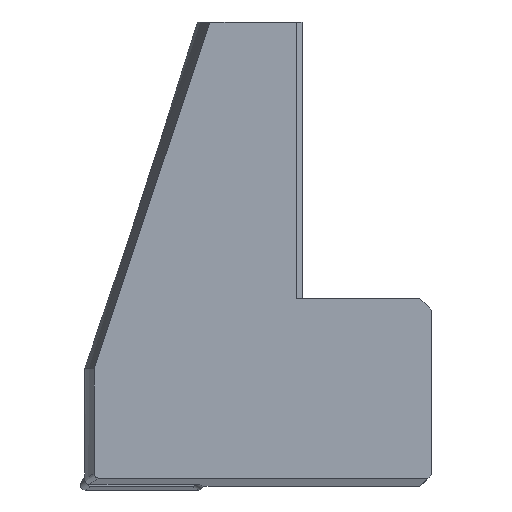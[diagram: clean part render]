
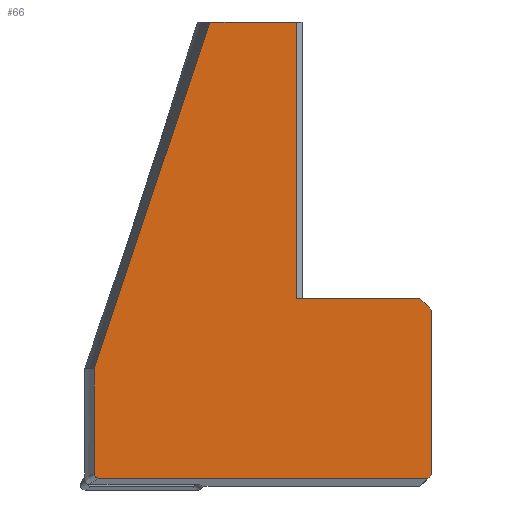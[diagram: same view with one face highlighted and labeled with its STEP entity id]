
A CAD part, front view. The second image highlights one B-rep face of the part: STEP entity #66.
In plain terms, the highlighted planar face has unit normal (0, -1, 0).
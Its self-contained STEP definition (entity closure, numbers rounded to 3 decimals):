
#66=ADVANCED_FACE('',(#120),#94,.F.);
#94=PLANE('',#615);
#120=FACE_OUTER_BOUND('',#150,.T.);
#150=EDGE_LOOP('',(#208,#209,#210,#211,#212,#213,#214,#215,#216,#217));
#178=B_SPLINE_CURVE_WITH_KNOTS('',3,(#852,#853,#854,#855,#856,#857,#858,
#859,#860,#861,#862,#863,#864,#865,#866,#867,#868,#869,#870),
 .UNSPECIFIED.,.F.,.F.,(4,1,1,1,1,1,1,1,1,1,1,1,1,1,1,1,4),(0.,0.063,0.125,
0.188,0.25,0.313,0.375,0.438,0.5,0.563,0.625,0.688,0.75,0.813,0.875,
0.938,1.),.UNSPECIFIED.);
#182=B_SPLINE_CURVE_WITH_KNOTS('',3,(#947,#948,#949,#950,#951,#952,#953,
#954,#955),.UNSPECIFIED.,.F.,.F.,(4,1,1,1,1,1,4),(0.,0.167,0.333,
0.5,0.667,0.833,1.),.UNSPECIFIED.);
#208=ORIENTED_EDGE('',*,*,#408,.T.);
#209=ORIENTED_EDGE('',*,*,#409,.F.);
#210=ORIENTED_EDGE('',*,*,#410,.F.);
#211=ORIENTED_EDGE('',*,*,#411,.F.);
#212=ORIENTED_EDGE('',*,*,#400,.F.);
#213=ORIENTED_EDGE('',*,*,#398,.F.);
#214=ORIENTED_EDGE('',*,*,#395,.F.);
#215=ORIENTED_EDGE('',*,*,#412,.F.);
#216=ORIENTED_EDGE('',*,*,#413,.T.);
#217=ORIENTED_EDGE('',*,*,#414,.T.);
#344=VERTEX_POINT('',#806);
#345=VERTEX_POINT('',#808);
#347=VERTEX_POINT('',#871);
#348=VERTEX_POINT('',#919);
#354=VERTEX_POINT('',#941);
#355=VERTEX_POINT('',#942);
#356=VERTEX_POINT('',#944);
#357=VERTEX_POINT('',#946);
#358=VERTEX_POINT('',#957);
#359=VERTEX_POINT('',#959);
#395=EDGE_CURVE('',#344,#345,#472,.T.);
#398=EDGE_CURVE('',#345,#347,#178,.T.);
#400=EDGE_CURVE('',#347,#348,#473,.T.);
#408=EDGE_CURVE('',#354,#355,#478,.T.);
#409=EDGE_CURVE('',#356,#355,#479,.T.);
#410=EDGE_CURVE('',#357,#356,#480,.T.);
#411=EDGE_CURVE('',#348,#357,#182,.T.);
#412=EDGE_CURVE('',#358,#344,#481,.T.);
#413=EDGE_CURVE('',#358,#359,#482,.T.);
#414=EDGE_CURVE('',#359,#354,#483,.T.);
#472=LINE('',#807,#531);
#473=LINE('',#918,#532);
#478=LINE('',#940,#537);
#479=LINE('',#943,#538);
#480=LINE('',#945,#539);
#481=LINE('',#956,#540);
#482=LINE('',#958,#541);
#483=LINE('',#960,#542);
#531=VECTOR('',#662,1.);
#532=VECTOR('',#665,1.);
#537=VECTOR('',#676,1.);
#538=VECTOR('',#677,1.);
#539=VECTOR('',#678,1.);
#540=VECTOR('',#679,1.);
#541=VECTOR('',#680,1.);
#542=VECTOR('',#681,1.);
#615=AXIS2_PLACEMENT_3D('',#961,#682,#683);
#662=DIRECTION('',(-1.,0.,0.));
#665=DIRECTION('',(0.,0.,1.));
#676=DIRECTION('',(-1.,0.,0.));
#677=DIRECTION('',(0.,0.,-1.));
#678=DIRECTION('',(1.,0.,0.));
#679=DIRECTION('',(-0.707,0.,-0.707));
#680=DIRECTION('',(0.,0.,1.));
#681=DIRECTION('',(-0.707,0.,0.707));
#682=DIRECTION('',(0.,1.,0.));
#683=DIRECTION('',(0.,0.,1.));
#806=CARTESIAN_POINT('',(10.7,-8.,-15.3));
#807=CARTESIAN_POINT('',(10.7,-8.,-15.3));
#808=CARTESIAN_POINT('',(-17.291,-8.,-15.3));
#852=CARTESIAN_POINT('',(-17.291,-8.,-15.3));
#853=CARTESIAN_POINT('',(-17.304,-8.,-15.3));
#854=CARTESIAN_POINT('',(-17.331,-8.,-15.299));
#855=CARTESIAN_POINT('',(-17.371,-8.,-15.293));
#856=CARTESIAN_POINT('',(-17.409,-8.,-15.283));
#857=CARTESIAN_POINT('',(-17.447,-8.,-15.27));
#858=CARTESIAN_POINT('',(-17.482,-8.,-15.253));
#859=CARTESIAN_POINT('',(-17.516,-8.,-15.233));
#860=CARTESIAN_POINT('',(-17.548,-8.,-15.21));
#861=CARTESIAN_POINT('',(-17.576,-8.,-15.184));
#862=CARTESIAN_POINT('',(-17.603,-8.,-15.156));
#863=CARTESIAN_POINT('',(-17.626,-8.,-15.124));
#864=CARTESIAN_POINT('',(-17.646,-8.,-15.091));
#865=CARTESIAN_POINT('',(-17.662,-8.,-15.056));
#866=CARTESIAN_POINT('',(-17.675,-8.,-15.02));
#867=CARTESIAN_POINT('',(-17.685,-8.,-14.983));
#868=CARTESIAN_POINT('',(-17.691,-8.,-14.944));
#869=CARTESIAN_POINT('',(-17.692,-8.,-14.919));
#870=CARTESIAN_POINT('',(-17.692,-8.,-14.906));
#871=CARTESIAN_POINT('',(-17.692,-8.,-14.906));
#918=CARTESIAN_POINT('',(-17.692,-8.,-14.906));
#919=CARTESIAN_POINT('',(-17.692,-8.,-6.));
#940=CARTESIAN_POINT('',(10.,-8.,0.));
#941=CARTESIAN_POINT('',(10.,-8.,0.));
#942=CARTESIAN_POINT('',(-0.5,-8.,0.));
#943=CARTESIAN_POINT('',(-0.5,-8.,23.5));
#944=CARTESIAN_POINT('',(-0.5,-8.,23.5));
#945=CARTESIAN_POINT('',(-7.844,-8.,23.5));
#946=CARTESIAN_POINT('',(-7.844,-8.,23.5));
#947=CARTESIAN_POINT('',(-17.692,-8.,-6.));
#948=CARTESIAN_POINT('',(-17.023,-8.,-3.983));
#949=CARTESIAN_POINT('',(-15.73,-8.,-0.087));
#950=CARTESIAN_POINT('',(-13.928,-8.,5.328));
#951=CARTESIAN_POINT('',(-12.247,-8.,10.369));
#952=CARTESIAN_POINT('',(-10.676,-8.,15.066));
#953=CARTESIAN_POINT('',(-9.208,-8.,19.447));
#954=CARTESIAN_POINT('',(-8.288,-8.,22.181));
#955=CARTESIAN_POINT('',(-7.844,-8.,23.5));
#956=CARTESIAN_POINT('',(11.,-8.,-15.));
#957=CARTESIAN_POINT('',(11.,-8.,-15.));
#958=CARTESIAN_POINT('',(11.,-8.,-15.));
#959=CARTESIAN_POINT('',(11.,-8.,-1.));
#960=CARTESIAN_POINT('',(11.,-8.,-1.));
#961=CARTESIAN_POINT('',(-22.157,-8.,-16.));
